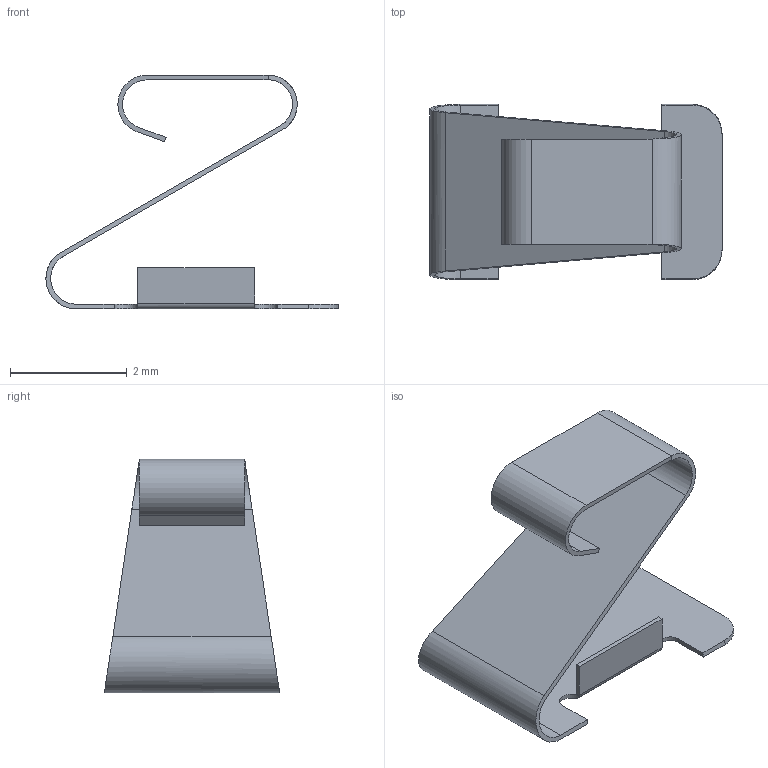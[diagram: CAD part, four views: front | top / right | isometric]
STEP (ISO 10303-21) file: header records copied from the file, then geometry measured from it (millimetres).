
FILE_DESCRIPTION(/* description */ ('Unknown'),/* implementation_level */ '2;1');
FILE_NAME(/* name */ 'H_Wurth_WE-SCFA_78631503040',/* time_stamp */ '2026-01-06T11:09:25+08:00',/* author */ ('Unknown'),/* organization */ ('Unknown'),/* preprocessor_version */ 'ST-DEVELOPER v19.4',/* originating_system */ 'Solid Edge',/* authorisation */ 'Unknown');
FILE_SCHEMA (('AUTOMOTIVE_DESIGN {1 0 10303 214 3 1 1}'));
Length unit declared in the file: millimetre
Products named in the file (2): H_Wurth_WE-SCFA_78631503040
Assembly tree (1 placements, depth 2):
  H_Wurth_WE-SCFA_78631503040
    H_Wurth_WE-SCFA_78631503040
Bounding box: 5 x 3 x 4 mm (x, y, z)
Volume: 2.8 mm3; surface area: 73.9 mm2
Topology: 1 solids, 1 shells, 46 faces, 122 edges, 78 vertices
Faces by surface type: plane 32, cylinder 14
Entity records: 1551 total; most frequent: CARTESIAN_POINT 344, ORIENTED_EDGE 244, DIRECTION 242, EDGE_CURVE 122, LINE 90, VECTOR 90, VERTEX_POINT 78, AXIS2_PLACEMENT_3D 76
